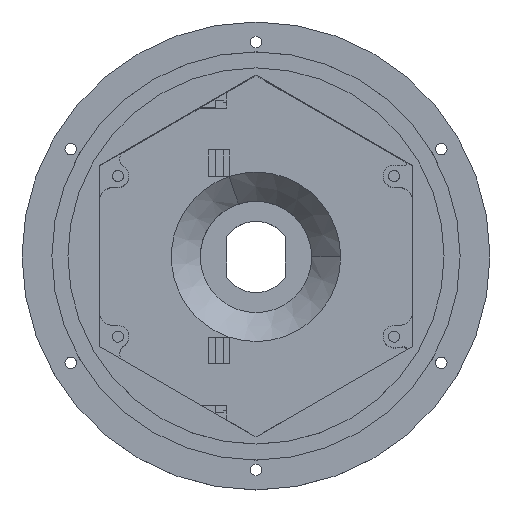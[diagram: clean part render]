
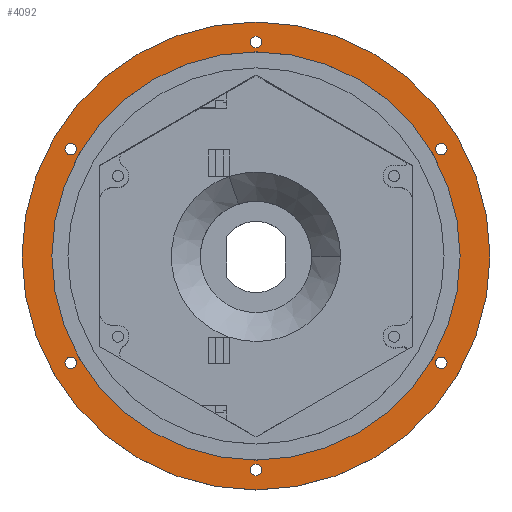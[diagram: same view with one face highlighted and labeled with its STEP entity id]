
A CAD part, top view. The second image highlights one B-rep face of the part: STEP entity #4092.
In plain terms, the highlighted planar face has unit normal (0, 0, 1).
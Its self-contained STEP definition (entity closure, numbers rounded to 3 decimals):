
#633=CARTESIAN_POINT('',(0.,0.,51.));
#634=DIRECTION('',(0.,0.,1.));
#635=DIRECTION('',(0.,1.,0.));
#636=AXIS2_PLACEMENT_3D('',#633,#634,#635);
#638=CARTESIAN_POINT('',(0.,0.,51.));
#639=DIRECTION('',(0.,0.,1.));
#640=DIRECTION('',(0.,-1.,0.));
#641=AXIS2_PLACEMENT_3D('',#638,#639,#640);
#667=CARTESIAN_POINT('',(0.,0.,51.));
#668=DIRECTION('',(0.,0.,1.));
#669=DIRECTION('',(0.,-1.,0.));
#670=AXIS2_PLACEMENT_3D('',#667,#668,#669);
#672=CARTESIAN_POINT('',(0.,0.,51.));
#673=DIRECTION('',(0.,0.,1.));
#674=DIRECTION('',(0.,1.,0.));
#675=AXIS2_PLACEMENT_3D('',#672,#673,#674);
#687=CARTESIAN_POINT('',(0.,-48.,51.));
#688=DIRECTION('',(0.,0.,1.));
#689=DIRECTION('',(1.,0.,0.));
#690=AXIS2_PLACEMENT_3D('',#687,#688,#689);
#692=CARTESIAN_POINT('',(0.,-48.,51.));
#693=DIRECTION('',(0.,0.,1.));
#694=DIRECTION('',(-1.,0.,0.));
#695=AXIS2_PLACEMENT_3D('',#692,#693,#694);
#697=CARTESIAN_POINT('',(41.569,-24.,51.));
#698=DIRECTION('',(0.,0.,1.));
#699=DIRECTION('',(0.5,0.866,0.));
#700=AXIS2_PLACEMENT_3D('',#697,#698,#699);
#702=CARTESIAN_POINT('',(41.569,-24.,51.));
#703=DIRECTION('',(0.,0.,1.));
#704=DIRECTION('',(-0.5,-0.866,0.));
#705=AXIS2_PLACEMENT_3D('',#702,#703,#704);
#707=CARTESIAN_POINT('',(41.569,24.,51.));
#708=DIRECTION('',(0.,0.,1.));
#709=DIRECTION('',(-0.5,0.866,0.));
#710=AXIS2_PLACEMENT_3D('',#707,#708,#709);
#712=CARTESIAN_POINT('',(41.569,24.,51.));
#713=DIRECTION('',(0.,0.,1.));
#714=DIRECTION('',(0.5,-0.866,0.));
#715=AXIS2_PLACEMENT_3D('',#712,#713,#714);
#717=CARTESIAN_POINT('',(0.,48.,51.));
#718=DIRECTION('',(0.,0.,1.));
#719=DIRECTION('',(-1.,0.,0.));
#720=AXIS2_PLACEMENT_3D('',#717,#718,#719);
#722=CARTESIAN_POINT('',(0.,48.,51.));
#723=DIRECTION('',(0.,0.,1.));
#724=DIRECTION('',(1.,0.,0.));
#725=AXIS2_PLACEMENT_3D('',#722,#723,#724);
#727=CARTESIAN_POINT('',(-41.569,24.,51.));
#728=DIRECTION('',(0.,0.,1.));
#729=DIRECTION('',(-0.5,-0.866,0.));
#730=AXIS2_PLACEMENT_3D('',#727,#728,#729);
#732=CARTESIAN_POINT('',(-41.569,24.,51.));
#733=DIRECTION('',(0.,0.,1.));
#734=DIRECTION('',(0.5,0.866,0.));
#735=AXIS2_PLACEMENT_3D('',#732,#733,#734);
#737=CARTESIAN_POINT('',(-41.569,-24.,51.));
#738=DIRECTION('',(0.,0.,1.));
#739=DIRECTION('',(0.5,-0.866,0.));
#740=AXIS2_PLACEMENT_3D('',#737,#738,#739);
#742=CARTESIAN_POINT('',(-41.569,-24.,51.));
#743=DIRECTION('',(0.,0.,1.));
#744=DIRECTION('',(-0.5,0.866,0.));
#745=AXIS2_PLACEMENT_3D('',#742,#743,#744);
#2443=CARTESIAN_POINT('',(0.,52.5,51.));
#2444=CARTESIAN_POINT('',(0.,-52.5,51.));
#2445=VERTEX_POINT('',#2443);
#2446=VERTEX_POINT('',#2444);
#2471=CARTESIAN_POINT('',(1.3,-48.,51.));
#2472=CARTESIAN_POINT('',(-1.3,-48.,51.));
#2473=VERTEX_POINT('',#2471);
#2474=VERTEX_POINT('',#2472);
#2475=CARTESIAN_POINT('',(42.219,-22.874,51.));
#2476=CARTESIAN_POINT('',(40.919,-25.126,51.));
#2477=VERTEX_POINT('',#2475);
#2478=VERTEX_POINT('',#2476);
#2479=CARTESIAN_POINT('',(40.919,25.126,51.));
#2480=CARTESIAN_POINT('',(42.219,22.874,51.));
#2481=VERTEX_POINT('',#2479);
#2482=VERTEX_POINT('',#2480);
#2483=CARTESIAN_POINT('',(-1.3,48.,51.));
#2484=CARTESIAN_POINT('',(1.3,48.,51.));
#2485=VERTEX_POINT('',#2483);
#2486=VERTEX_POINT('',#2484);
#2487=CARTESIAN_POINT('',(-42.219,22.874,51.));
#2488=CARTESIAN_POINT('',(-40.919,25.126,51.));
#2489=VERTEX_POINT('',#2487);
#2490=VERTEX_POINT('',#2488);
#2491=CARTESIAN_POINT('',(-40.919,-25.126,51.));
#2492=CARTESIAN_POINT('',(-42.219,-22.874,51.));
#2493=VERTEX_POINT('',#2491);
#2494=VERTEX_POINT('',#2492);
#3186=CARTESIAN_POINT('',(0.,-45.8,51.));
#3187=CARTESIAN_POINT('',(0.,45.8,51.));
#3188=VERTEX_POINT('',#3186);
#3189=VERTEX_POINT('',#3187);
#4039=CARTESIAN_POINT('',(0.,0.,51.));
#4040=DIRECTION('',(0.,0.,1.));
#4041=DIRECTION('',(0.,1.,0.));
#4042=AXIS2_PLACEMENT_3D('',#4039,#4040,#4041);
#4043=PLANE('',#4042);
#4045=ORIENTED_EDGE('',*,*,#4044,.F.);
#4047=ORIENTED_EDGE('',*,*,#4046,.F.);
#4048=EDGE_LOOP('',(#4045,#4047));
#4049=FACE_OUTER_BOUND('',#4048,.F.);
#4051=ORIENTED_EDGE('',*,*,#4050,.T.);
#4053=ORIENTED_EDGE('',*,*,#4052,.T.);
#4054=EDGE_LOOP('',(#4051,#4053));
#4055=FACE_BOUND('',#4054,.F.);
#4057=ORIENTED_EDGE('',*,*,#4056,.T.);
#4059=ORIENTED_EDGE('',*,*,#4058,.T.);
#4060=EDGE_LOOP('',(#4057,#4059));
#4061=FACE_BOUND('',#4060,.F.);
#4063=ORIENTED_EDGE('',*,*,#4062,.T.);
#4065=ORIENTED_EDGE('',*,*,#4064,.T.);
#4066=EDGE_LOOP('',(#4063,#4065));
#4067=FACE_BOUND('',#4066,.F.);
#4069=ORIENTED_EDGE('',*,*,#4068,.T.);
#4071=ORIENTED_EDGE('',*,*,#4070,.T.);
#4072=EDGE_LOOP('',(#4069,#4071));
#4073=FACE_BOUND('',#4072,.F.);
#4075=ORIENTED_EDGE('',*,*,#4074,.T.);
#4077=ORIENTED_EDGE('',*,*,#4076,.T.);
#4078=EDGE_LOOP('',(#4075,#4077));
#4079=FACE_BOUND('',#4078,.F.);
#4081=ORIENTED_EDGE('',*,*,#4080,.T.);
#4083=ORIENTED_EDGE('',*,*,#4082,.T.);
#4084=EDGE_LOOP('',(#4081,#4083));
#4085=FACE_BOUND('',#4084,.F.);
#4087=ORIENTED_EDGE('',*,*,#4086,.T.);
#4089=ORIENTED_EDGE('',*,*,#4088,.T.);
#4090=EDGE_LOOP('',(#4087,#4089));
#4091=FACE_BOUND('',#4090,.F.);
#4092=ADVANCED_FACE('',(#4049,#4055,#4061,#4067,#4073,#4079,#4085,#4091),#4043,
.T.);
#637=CIRCLE('',#636,52.5);
#642=CIRCLE('',#641,52.5);
#671=CIRCLE('',#670,45.8);
#676=CIRCLE('',#675,45.8);
#691=CIRCLE('',#690,1.3);
#696=CIRCLE('',#695,1.3);
#701=CIRCLE('',#700,1.3);
#706=CIRCLE('',#705,1.3);
#711=CIRCLE('',#710,1.3);
#716=CIRCLE('',#715,1.3);
#721=CIRCLE('',#720,1.3);
#726=CIRCLE('',#725,1.3);
#731=CIRCLE('',#730,1.3);
#736=CIRCLE('',#735,1.3);
#741=CIRCLE('',#740,1.3);
#746=CIRCLE('',#745,1.3);
#4044=EDGE_CURVE('',#2445,#2446,#637,.T.);
#4046=EDGE_CURVE('',#2446,#2445,#642,.T.);
#4050=EDGE_CURVE('',#3188,#3189,#671,.T.);
#4052=EDGE_CURVE('',#3189,#3188,#676,.T.);
#4056=EDGE_CURVE('',#2473,#2474,#691,.T.);
#4058=EDGE_CURVE('',#2474,#2473,#696,.T.);
#4062=EDGE_CURVE('',#2477,#2478,#701,.T.);
#4064=EDGE_CURVE('',#2478,#2477,#706,.T.);
#4068=EDGE_CURVE('',#2481,#2482,#711,.T.);
#4070=EDGE_CURVE('',#2482,#2481,#716,.T.);
#4074=EDGE_CURVE('',#2485,#2486,#721,.T.);
#4076=EDGE_CURVE('',#2486,#2485,#726,.T.);
#4080=EDGE_CURVE('',#2489,#2490,#731,.T.);
#4082=EDGE_CURVE('',#2490,#2489,#736,.T.);
#4086=EDGE_CURVE('',#2493,#2494,#741,.T.);
#4088=EDGE_CURVE('',#2494,#2493,#746,.T.);
